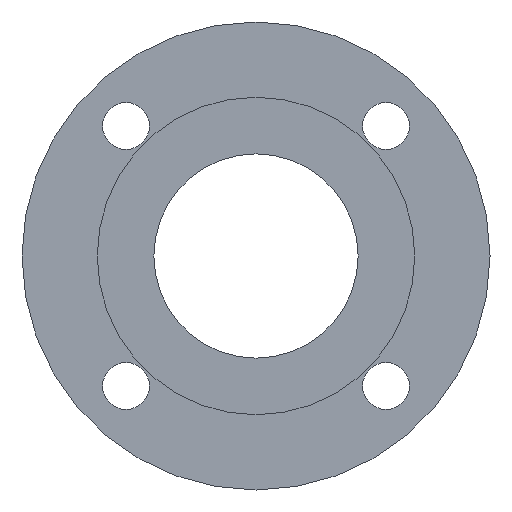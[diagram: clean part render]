
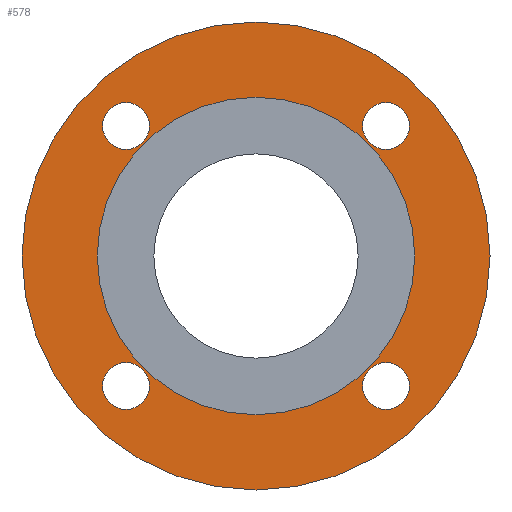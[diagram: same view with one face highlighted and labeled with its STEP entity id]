
A CAD part, front view. The second image highlights one B-rep face of the part: STEP entity #578.
In plain terms, the highlighted planar face has unit normal (0, -1, 0).
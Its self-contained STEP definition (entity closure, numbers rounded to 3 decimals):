
#2 = CIRCLE ( 'NONE', #306, 7. ) ;
#4 = FACE_BOUND ( 'NONE', #140, .T. ) ;
#20 = EDGE_CURVE ( 'NONE', #290, #138, #287, .T. ) ;
#21 = EDGE_CURVE ( 'NONE', #326, #454, #2, .T. ) ;
#22 = CARTESIAN_POINT ( 'NONE',  ( 38.891, 0., -45.891 ) ) ;
#35 = CIRCLE ( 'NONE', #599, 47.5 ) ;
#39 = CARTESIAN_POINT ( 'NONE',  ( 0., 0., -70. ) ) ;
#40 = EDGE_CURVE ( 'NONE', #214, #596, #54, .T. ) ;
#45 = DIRECTION ( 'NONE',  ( 0., 1., 0. ) ) ;
#54 = CIRCLE ( 'NONE', #199, 7. ) ;
#58 = FACE_BOUND ( 'NONE', #307, .T. ) ;
#70 = VERTEX_POINT ( 'NONE', #555 ) ;
#77 = CARTESIAN_POINT ( 'NONE',  ( 0., 0., -47.5 ) ) ;
#78 = EDGE_CURVE ( 'NONE', #366, #70, #452, .T. ) ;
#88 = ORIENTED_EDGE ( 'NONE', *, *, #309, .F. ) ;
#92 = CIRCLE ( 'NONE', #274, 7. ) ;
#96 = DIRECTION ( 'NONE',  ( 0., 1., 0. ) ) ;
#103 = FACE_BOUND ( 'NONE', #129, .T. ) ;
#106 = CARTESIAN_POINT ( 'NONE',  ( 38.891, 0., -31.891 ) ) ;
#108 = VERTEX_POINT ( 'NONE', #417 ) ;
#111 = DIRECTION ( 'NONE',  ( 0., 1., 0. ) ) ;
#114 = ORIENTED_EDGE ( 'NONE', *, *, #20, .F. ) ;
#115 = DIRECTION ( 'NONE',  ( 0., -1., 0. ) ) ;
#121 = EDGE_CURVE ( 'NONE', #262, #413, #35, .T. ) ;
#129 = EDGE_LOOP ( 'NONE', ( #224, #295 ) ) ;
#130 = DIRECTION ( 'NONE',  ( 1., 0., 0. ) ) ;
#138 = VERTEX_POINT ( 'NONE', #39 ) ;
#140 = EDGE_LOOP ( 'NONE', ( #371, #88 ) ) ;
#141 = DIRECTION ( 'NONE',  ( 0., -1., 0. ) ) ;
#145 = EDGE_CURVE ( 'NONE', #413, #262, #153, .T. ) ;
#153 = CIRCLE ( 'NONE', #583, 47.5 ) ;
#157 = CARTESIAN_POINT ( 'NONE',  ( 0., 0., -47.5 ) ) ;
#163 = ORIENTED_EDGE ( 'NONE', *, *, #545, .F. ) ;
#166 = CARTESIAN_POINT ( 'NONE',  ( 38.891, 0., 38.891 ) ) ;
#183 = EDGE_LOOP ( 'NONE', ( #249, #612 ) ) ;
#199 = AXIS2_PLACEMENT_3D ( 'NONE', #449, #485, #389 ) ;
#200 = DIRECTION ( 'NONE',  ( 0., 0., -1. ) ) ;
#214 = VERTEX_POINT ( 'NONE', #22 ) ;
#216 = CARTESIAN_POINT ( 'NONE',  ( 0., 0., 0. ) ) ;
#224 = ORIENTED_EDGE ( 'NONE', *, *, #145, .T. ) ;
#228 = CARTESIAN_POINT ( 'NONE',  ( -38.891, 0., -38.891 ) ) ;
#236 = CIRCLE ( 'NONE', #497, 7. ) ;
#238 = ORIENTED_EDGE ( 'NONE', *, *, #355, .F. ) ;
#245 = CARTESIAN_POINT ( 'NONE',  ( -38.891, 0., -38.891 ) ) ;
#249 = ORIENTED_EDGE ( 'NONE', *, *, #391, .F. ) ;
#251 = DIRECTION ( 'NONE',  ( 0., 0., 1. ) ) ;
#256 = AXIS2_PLACEMENT_3D ( 'NONE', #245, #426, #618 ) ;
#262 = VERTEX_POINT ( 'NONE', #77 ) ;
#267 = DIRECTION ( 'NONE',  ( 0., 1., 0. ) ) ;
#274 = AXIS2_PLACEMENT_3D ( 'NONE', #615, #500, #499 ) ;
#276 = EDGE_CURVE ( 'NONE', #108, #395, #505, .T. ) ;
#280 = CARTESIAN_POINT ( 'NONE',  ( -45.891, 0., -38.891 ) ) ;
#283 = CARTESIAN_POINT ( 'NONE',  ( -38.891, 0., 45.891 ) ) ;
#287 = CIRCLE ( 'NONE', #451, 70. ) ;
#290 = VERTEX_POINT ( 'NONE', #603 ) ;
#291 = CARTESIAN_POINT ( 'NONE',  ( 38.891, 0., -38.891 ) ) ;
#292 = DIRECTION ( 'NONE',  ( 0., 0., 1. ) ) ;
#294 = CARTESIAN_POINT ( 'NONE',  ( 0., 0., 0. ) ) ;
#295 = ORIENTED_EDGE ( 'NONE', *, *, #121, .T. ) ;
#306 = AXIS2_PLACEMENT_3D ( 'NONE', #166, #115, #478 ) ;
#307 = EDGE_LOOP ( 'NONE', ( #419, #605 ) ) ;
#309 = EDGE_CURVE ( 'NONE', #596, #214, #416, .T. ) ;
#312 = DIRECTION ( 'NONE',  ( 0., -1., 0. ) ) ;
#317 = AXIS2_PLACEMENT_3D ( 'NONE', #228, #410, #604 ) ;
#323 = CIRCLE ( 'NONE', #256, 7. ) ;
#326 = VERTEX_POINT ( 'NONE', #335 ) ;
#334 = AXIS2_PLACEMENT_3D ( 'NONE', #467, #516, #470 ) ;
#335 = CARTESIAN_POINT ( 'NONE',  ( 31.891, 0., 38.891 ) ) ;
#339 = FACE_BOUND ( 'NONE', #183, .T. ) ;
#342 = CARTESIAN_POINT ( 'NONE',  ( 45.891, 0., 38.891 ) ) ;
#355 = EDGE_CURVE ( 'NONE', #454, #326, #236, .T. ) ;
#363 = AXIS2_PLACEMENT_3D ( 'NONE', #406, #312, #448 ) ;
#366 = VERTEX_POINT ( 'NONE', #280 ) ;
#371 = ORIENTED_EDGE ( 'NONE', *, *, #40, .F. ) ;
#377 = DIRECTION ( 'NONE',  ( 0., 0., 1. ) ) ;
#389 = DIRECTION ( 'NONE',  ( 0., 0., -1. ) ) ;
#391 = EDGE_CURVE ( 'NONE', #395, #108, #92, .T. ) ;
#395 = VERTEX_POINT ( 'NONE', #283 ) ;
#405 = DIRECTION ( 'NONE',  ( 0., 0., 1. ) ) ;
#406 = CARTESIAN_POINT ( 'NONE',  ( -38.891, 0., 38.891 ) ) ;
#410 = DIRECTION ( 'NONE',  ( 0., -1., 0. ) ) ;
#413 = VERTEX_POINT ( 'NONE', #511 ) ;
#414 = DIRECTION ( 'NONE',  ( 0., -1., 0. ) ) ;
#416 = CIRCLE ( 'NONE', #489, 7. ) ;
#417 = CARTESIAN_POINT ( 'NONE',  ( -38.891, 0., 31.891 ) ) ;
#419 = ORIENTED_EDGE ( 'NONE', *, *, #78, .F. ) ;
#426 = DIRECTION ( 'NONE',  ( 0., -1., 0. ) ) ;
#446 = EDGE_CURVE ( 'NONE', #70, #366, #323, .T. ) ;
#448 = DIRECTION ( 'NONE',  ( 0., 0., 1. ) ) ;
#449 = CARTESIAN_POINT ( 'NONE',  ( 38.891, 0., -38.891 ) ) ;
#450 = ORIENTED_EDGE ( 'NONE', *, *, #21, .F. ) ;
#451 = AXIS2_PLACEMENT_3D ( 'NONE', #216, #267, #405 ) ;
#452 = CIRCLE ( 'NONE', #317, 7. ) ;
#454 = VERTEX_POINT ( 'NONE', #342 ) ;
#467 = CARTESIAN_POINT ( 'NONE',  ( 0., 0., 0. ) ) ;
#470 = DIRECTION ( 'NONE',  ( 0., 0., 1. ) ) ;
#478 = DIRECTION ( 'NONE',  ( 1., 0., 0. ) ) ;
#481 = EDGE_LOOP ( 'NONE', ( #114, #163 ) ) ;
#485 = DIRECTION ( 'NONE',  ( 0., -1., 0. ) ) ;
#489 = AXIS2_PLACEMENT_3D ( 'NONE', #291, #141, #200 ) ;
#497 = AXIS2_PLACEMENT_3D ( 'NONE', #611, #414, #130 ) ;
#499 = DIRECTION ( 'NONE',  ( 0., 0., 1. ) ) ;
#500 = DIRECTION ( 'NONE',  ( 0., -1., 0. ) ) ;
#505 = CIRCLE ( 'NONE', #363, 7. ) ;
#510 = CARTESIAN_POINT ( 'NONE',  ( 0., 0., 0. ) ) ;
#511 = CARTESIAN_POINT ( 'NONE',  ( 0., 0., 47.5 ) ) ;
#516 = DIRECTION ( 'NONE',  ( 0., 1., 0. ) ) ;
#527 = FACE_OUTER_BOUND ( 'NONE', #481, .T. ) ;
#537 = AXIS2_PLACEMENT_3D ( 'NONE', #157, #111, #251 ) ;
#543 = EDGE_LOOP ( 'NONE', ( #238, #450 ) ) ;
#545 = EDGE_CURVE ( 'NONE', #138, #290, #552, .T. ) ;
#552 = CIRCLE ( 'NONE', #334, 70. ) ;
#555 = CARTESIAN_POINT ( 'NONE',  ( -31.891, 0., -38.891 ) ) ;
#578 = ADVANCED_FACE ( 'NONE', ( #58, #339, #580, #4, #527, #103 ), #624, .F. ) ;
#580 = FACE_BOUND ( 'NONE', #543, .T. ) ;
#583 = AXIS2_PLACEMENT_3D ( 'NONE', #510, #96, #292 ) ;
#596 = VERTEX_POINT ( 'NONE', #106 ) ;
#599 = AXIS2_PLACEMENT_3D ( 'NONE', #294, #45, #377 ) ;
#603 = CARTESIAN_POINT ( 'NONE',  ( 0., 0., 70. ) ) ;
#604 = DIRECTION ( 'NONE',  ( -1., 0., 0. ) ) ;
#605 = ORIENTED_EDGE ( 'NONE', *, *, #446, .F. ) ;
#611 = CARTESIAN_POINT ( 'NONE',  ( 38.891, 0., 38.891 ) ) ;
#612 = ORIENTED_EDGE ( 'NONE', *, *, #276, .F. ) ;
#615 = CARTESIAN_POINT ( 'NONE',  ( -38.891, 0., 38.891 ) ) ;
#618 = DIRECTION ( 'NONE',  ( -1., 0., 0. ) ) ;
#624 = PLANE ( 'NONE',  #537 ) ;
